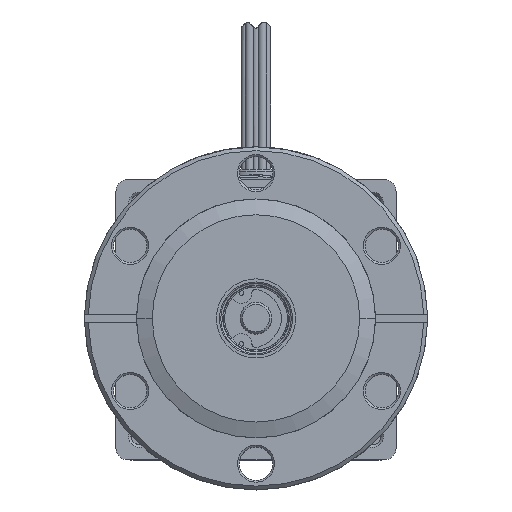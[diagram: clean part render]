
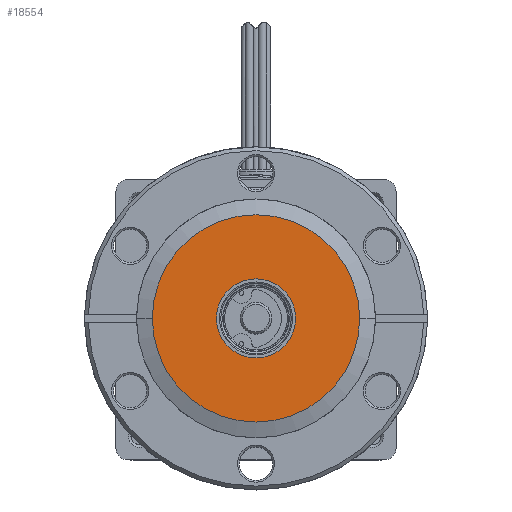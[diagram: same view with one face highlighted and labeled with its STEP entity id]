
A CAD part, top view. The second image highlights one B-rep face of the part: STEP entity #18554.
In plain terms, the highlighted face is planar.
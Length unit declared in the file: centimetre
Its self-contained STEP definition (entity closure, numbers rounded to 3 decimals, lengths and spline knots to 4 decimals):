
#3224=PLANE('',#58114);
#5250=VERTEX_POINT('',#29138);
#5251=VERTEX_POINT('',#29139);
#5252=VERTEX_POINT('',#29142);
#6184=CIRCLE('',#58115,2.0955);
#6185=CIRCLE('',#58116,2.0955);
#6186=CIRCLE('',#58117,0.8001);
#8295=EDGE_CURVE('',#5250,#5251,#6184,.F.);
#8296=EDGE_CURVE('',#5251,#5250,#6185,.T.);
#8297=EDGE_CURVE('',#5252,#5252,#6186,.T.);
#13063=ORIENTED_EDGE('',*,*,#8295,.F.);
#13064=ORIENTED_EDGE('',*,*,#8296,.F.);
#13065=ORIENTED_EDGE('',*,*,#8297,.F.);
#15938=EDGE_LOOP('',(#13063,#13064));
#15939=EDGE_LOOP('',(#13065));
#17320=FACE_BOUND('',#15938,.T.);
#17321=FACE_BOUND('',#15939,.T.);
#18554=ADVANCED_FACE('',(#17320,#17321),#3224,.T.);
#21253=DIRECTION('',(1.,0.,0.));
#21254=DIRECTION('',(1.,0.,0.));
#21255=DIRECTION('',(0.,0.,2.096));
#21256=DIRECTION('',(-1.,0.,0.));
#21257=DIRECTION('',(0.,0.,2.096));
#21258=DIRECTION('',(1.,0.,0.));
#21259=DIRECTION('',(0.,0.,-0.8));
#29136=CARTESIAN_POINT('',(-0.0085,0.,2.0955));
#29137=CARTESIAN_POINT('',(-0.0085,0.,0.));
#29138=CARTESIAN_POINT('',(-0.0085,0.,2.0955));
#29139=CARTESIAN_POINT('',(-0.0085,0.,-2.0955));
#29140=CARTESIAN_POINT('',(-0.0085,0.,0.));
#29141=CARTESIAN_POINT('',(-0.0085,0.,0.));
#29142=CARTESIAN_POINT('',(-0.0085,0.,0.8001));
#58114=AXIS2_PLACEMENT_3D('',#29136,#21253,$);
#58115=AXIS2_PLACEMENT_3D('',#29137,#21254,#21255);
#58116=AXIS2_PLACEMENT_3D('',#29140,#21256,#21257);
#58117=AXIS2_PLACEMENT_3D('',#29141,#21258,#21259);
